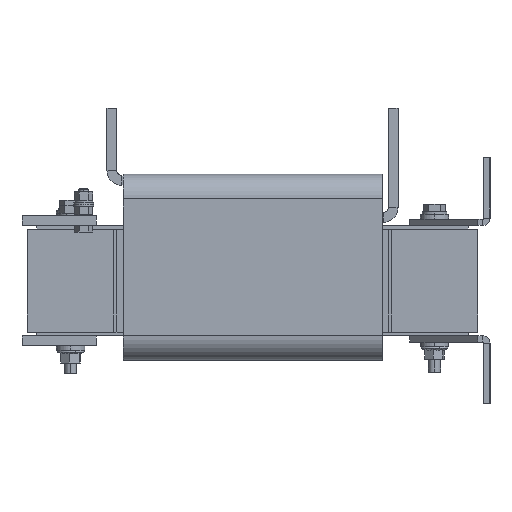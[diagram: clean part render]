
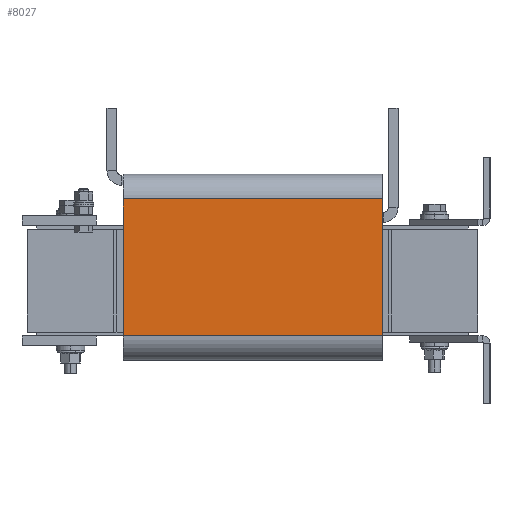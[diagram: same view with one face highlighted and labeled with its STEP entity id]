
A CAD part, left-side view. The second image highlights one B-rep face of the part: STEP entity #8027.
In plain terms, the highlighted planar face has unit normal (-1, 0, 0).
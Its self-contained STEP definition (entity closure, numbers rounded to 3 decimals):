
#244 = DIRECTION ( 'NONE',  ( 0., 1., 0. ) ) ;
#2101 = DIRECTION ( 'NONE',  ( 0., 0., -1. ) ) ;
#3072 = LINE ( 'NONE', #3930, #13442 ) ;
#3930 = CARTESIAN_POINT ( 'NONE',  ( -199.75, -105., 66.25 ) ) ;
#4017 = ORIENTED_EDGE ( 'NONE', *, *, #14864, .T. ) ;
#5391 = DIRECTION ( 'NONE',  ( 0., 1., 0. ) ) ;
#5728 = FACE_OUTER_BOUND ( 'NONE', #6260, .T. ) ;
#6039 = DIRECTION ( 'NONE',  ( 1., 0., 0. ) ) ;
#6260 = EDGE_LOOP ( 'NONE', ( #14034, #10921, #6842, #4017 ) ) ;
#6543 = VECTOR ( 'NONE', #244, 1000. ) ;
#6842 = ORIENTED_EDGE ( 'NONE', *, *, #12381, .F. ) ;
#7164 = LINE ( 'NONE', #13128, #17504 ) ;
#7655 = VERTEX_POINT ( 'NONE', #15590 ) ;
#8027 = ADVANCED_FACE ( 'NONE', ( #5728 ), #12673, .F. ) ;
#8583 = AXIS2_PLACEMENT_3D ( 'NONE', #14146, #6039, #13969 ) ;
#8980 = VERTEX_POINT ( 'NONE', #9829 ) ;
#9516 = EDGE_CURVE ( 'NONE', #7655, #8980, #10599, .T. ) ;
#9829 = CARTESIAN_POINT ( 'NONE',  ( -199.75, 105., -44.75 ) ) ;
#10599 = LINE ( 'NONE', #12082, #13352 ) ;
#10654 = VERTEX_POINT ( 'NONE', #13635 ) ;
#10921 = ORIENTED_EDGE ( 'NONE', *, *, #9516, .F. ) ;
#11581 = LINE ( 'NONE', #16420, #6543 ) ;
#12082 = CARTESIAN_POINT ( 'NONE',  ( -199.75, -105., -44.75 ) ) ;
#12357 = VERTEX_POINT ( 'NONE', #16122 ) ;
#12381 = EDGE_CURVE ( 'NONE', #12357, #7655, #3072, .T. ) ;
#12673 = PLANE ( 'NONE',  #8583 ) ;
#13128 = CARTESIAN_POINT ( 'NONE',  ( -199.75, 105., 66.25 ) ) ;
#13352 = VECTOR ( 'NONE', #5391, 1000. ) ;
#13442 = VECTOR ( 'NONE', #14777, 1000. ) ;
#13635 = CARTESIAN_POINT ( 'NONE',  ( -199.75, 105., 66.25 ) ) ;
#13969 = DIRECTION ( 'NONE',  ( 0., 0., 1. ) ) ;
#14034 = ORIENTED_EDGE ( 'NONE', *, *, #14495, .T. ) ;
#14146 = CARTESIAN_POINT ( 'NONE',  ( -199.75, -105., 66.25 ) ) ;
#14495 = EDGE_CURVE ( 'NONE', #10654, #8980, #7164, .T. ) ;
#14777 = DIRECTION ( 'NONE',  ( 0., 0., -1. ) ) ;
#14864 = EDGE_CURVE ( 'NONE', #12357, #10654, #11581, .T. ) ;
#15590 = CARTESIAN_POINT ( 'NONE',  ( -199.75, -105., -44.75 ) ) ;
#16122 = CARTESIAN_POINT ( 'NONE',  ( -199.75, -105., 66.25 ) ) ;
#16420 = CARTESIAN_POINT ( 'NONE',  ( -199.75, -105., 66.25 ) ) ;
#17504 = VECTOR ( 'NONE', #2101, 1000. ) ;
